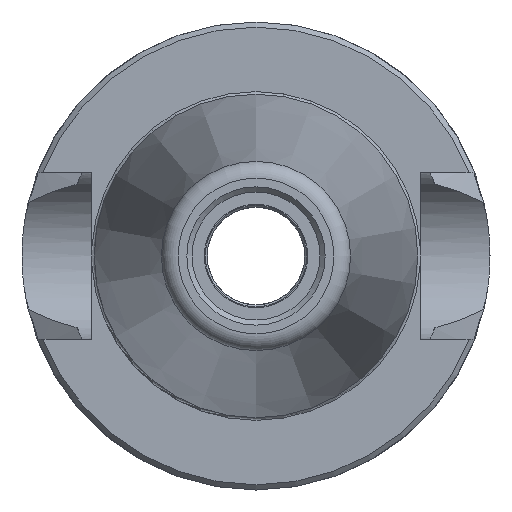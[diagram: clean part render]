
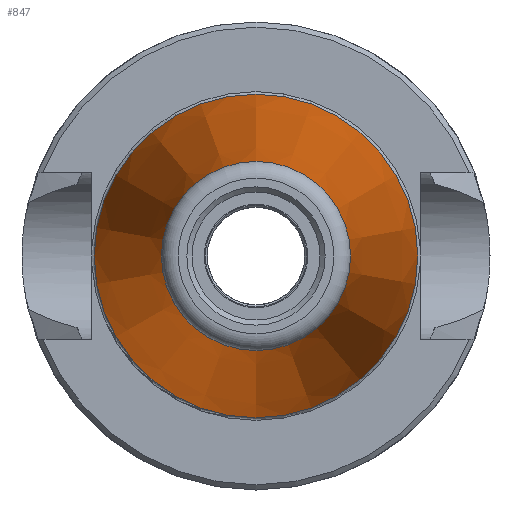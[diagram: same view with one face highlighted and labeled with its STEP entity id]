
A CAD part, left-side view. The second image highlights one B-rep face of the part: STEP entity #847.
In plain terms, the highlighted conical face has half-angle 7.973 degrees and reference radius 15.875 mm.
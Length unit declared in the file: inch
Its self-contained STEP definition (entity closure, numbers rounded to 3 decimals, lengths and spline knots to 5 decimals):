
#79=CONICAL_SURFACE('',#966,0.625,0.139);
#119=LINE('',#1580,#160);
#160=VECTOR('',#1222,0.625);
#228=FACE_OUTER_BOUND('',#284,.T.);
#284=EDGE_LOOP('',(#760,#761,#762,#763,#764,#765));
#336=CIRCLE('',#946,0.625);
#337=CIRCLE('',#947,0.625);
#344=CIRCLE('',#967,0.36534);
#345=CIRCLE('',#968,0.36534);
#412=VERTEX_POINT('',#1516);
#413=VERTEX_POINT('',#1517);
#422=VERTEX_POINT('',#1579);
#423=VERTEX_POINT('',#1581);
#516=EDGE_CURVE('',#412,#413,#336,.T.);
#518=EDGE_CURVE('',#413,#412,#337,.T.);
#538=EDGE_CURVE('',#413,#422,#119,.T.);
#539=EDGE_CURVE('',#423,#422,#344,.T.);
#540=EDGE_CURVE('',#422,#423,#345,.T.);
#760=ORIENTED_EDGE('',*,*,#516,.T.);
#761=ORIENTED_EDGE('',*,*,#538,.T.);
#762=ORIENTED_EDGE('',*,*,#539,.F.);
#763=ORIENTED_EDGE('',*,*,#540,.F.);
#764=ORIENTED_EDGE('',*,*,#538,.F.);
#765=ORIENTED_EDGE('',*,*,#518,.T.);
#847=ADVANCED_FACE('',(#228),#79,.T.);
#946=AXIS2_PLACEMENT_3D('',#1518,#1168,#1169);
#947=AXIS2_PLACEMENT_3D('',#1520,#1171,#1172);
#966=AXIS2_PLACEMENT_3D('',#1578,#1220,#1221);
#967=AXIS2_PLACEMENT_3D('',#1582,#1223,#1224);
#968=AXIS2_PLACEMENT_3D('',#1583,#1225,#1226);
#1168=DIRECTION('center_axis',(-1.,0.,0.));
#1169=DIRECTION('ref_axis',(0.,0.,1.));
#1171=DIRECTION('center_axis',(-1.,0.,0.));
#1172=DIRECTION('ref_axis',(0.,0.,1.));
#1220=DIRECTION('center_axis',(1.,0.,0.));
#1221=DIRECTION('ref_axis',(0.,0.,-1.));
#1222=DIRECTION('',(-0.99,0.,-0.139));
#1223=DIRECTION('center_axis',(-1.,0.,0.));
#1224=DIRECTION('ref_axis',(0.,0.,-1.));
#1225=DIRECTION('center_axis',(-1.,0.,0.));
#1226=DIRECTION('ref_axis',(0.,0.,-1.));
#1516=CARTESIAN_POINT('',(0.,0.,-0.625));
#1517=CARTESIAN_POINT('',(0.,0.,0.625));
#1518=CARTESIAN_POINT('Origin',(0.,0.,0.));
#1520=CARTESIAN_POINT('Origin',(0.,0.,0.));
#1578=CARTESIAN_POINT('Origin',(0.,0.,0.));
#1579=CARTESIAN_POINT('',(-1.85402,0.,0.36534));
#1580=CARTESIAN_POINT('',(0.,0.,0.625));
#1581=CARTESIAN_POINT('',(-1.85402,0.,-0.36534));
#1582=CARTESIAN_POINT('Origin',(-1.85402,0.,0.));
#1583=CARTESIAN_POINT('Origin',(-1.85402,0.,0.));
